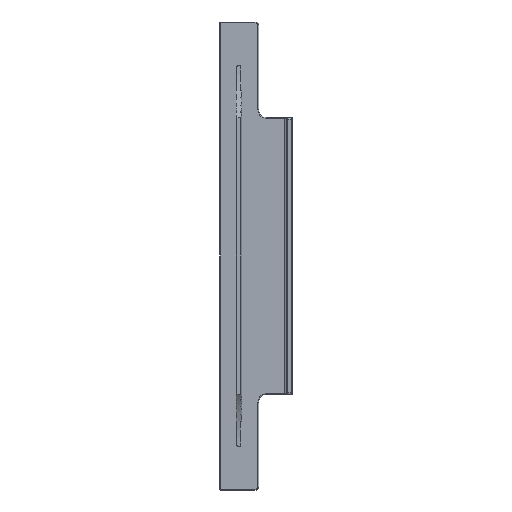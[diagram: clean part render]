
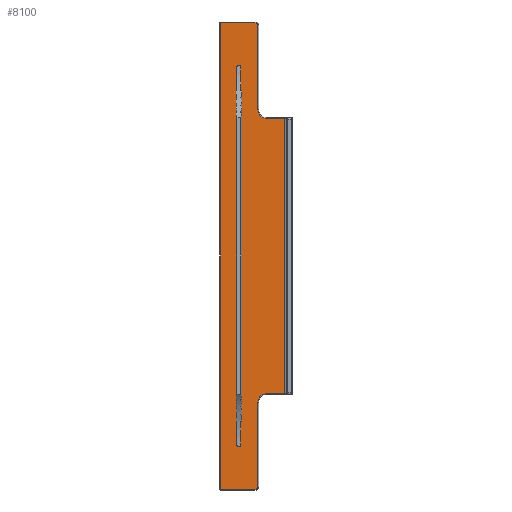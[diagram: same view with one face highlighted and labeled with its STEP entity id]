
A CAD part, front view. The second image highlights one B-rep face of the part: STEP entity #8100.
In plain terms, the highlighted planar face has unit normal (0, -1, 0).
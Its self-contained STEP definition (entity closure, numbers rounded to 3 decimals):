
#3270=CARTESIAN_POINT('',(19.,0.,-245.5));
#3280=VERTEX_POINT('',#3270);
#3310=CARTESIAN_POINT('',(19.,0.,-244.5));
#3320=DIRECTION('',(0.,-1.,0.));
#3330=DIRECTION('',(-1.,0.,0.));
#3340=AXIS2_PLACEMENT_3D('',#3310,#3320,#3330);
#3350=CIRCLE('',#3340,1.);
#3360=CARTESIAN_POINT('',(20.,0.,-244.5));
#3370=VERTEX_POINT('',#3360);
#3380=EDGE_CURVE('',#3280,#3370,#3350,.T.);
#4030=CARTESIAN_POINT('',(24.5,0.,-51.5));
#4040=VERTEX_POINT('',#4030);
#4070=CARTESIAN_POINT('',(24.5,0.,-47.));
#4080=DIRECTION('',(0.,-1.,0.));
#4090=DIRECTION('',(-1.,0.,0.));
#4100=AXIS2_PLACEMENT_3D('',#4070,#4080,#4090);
#4110=CIRCLE('',#4100,4.5);
#4120=CARTESIAN_POINT('',(20.,0.,-47.));
#4130=VERTEX_POINT('',#4120);
#4140=EDGE_CURVE('',#4130,#4040,#4110,.T.);
#4700=CARTESIAN_POINT('',(20.,0.,-2.5));
#4710=VERTEX_POINT('',#4700);
#4740=CARTESIAN_POINT('',(19.,0.,-2.5));
#4750=DIRECTION('',(0.,1.,0.));
#4760=DIRECTION('',(1.,0.,0.));
#4770=AXIS2_PLACEMENT_3D('',#4740,#4750,#4760);
#4780=CIRCLE('',#4770,1.);
#4790=CARTESIAN_POINT('',(19.,0.,-1.5));
#4800=VERTEX_POINT('',#4790);
#4810=EDGE_CURVE('',#4800,#4710,#4780,.T.);
#6350=CARTESIAN_POINT('',(34.,0.,0.));
#6360=DIRECTION('',(0.,1.,0.));
#6370=DIRECTION('',(1.,0.,0.));
#6380=AXIS2_PLACEMENT_3D('',#6350,#6360,#6370);
#6390=PLANE('',#6380);
#6400=CARTESIAN_POINT('',(9.1,0.,1.));
#6410=DIRECTION('',(0.,0.,-1.));
#6420=VECTOR('',#6410,1.);
#6430=LINE('',#6400,#6420);
#6440=CARTESIAN_POINT('',(9.1,0.,-222.454));
#6450=VERTEX_POINT('',#6440);
#6460=CARTESIAN_POINT('',(9.1,0.,-223.2));
#6470=VERTEX_POINT('',#6460);
#6480=EDGE_CURVE('',#6450,#6470,#6430,.T.);
#6490=ORIENTED_EDGE('',*,*,#6480,.F.);
#6500=CARTESIAN_POINT('',(0.,0.,-223.2));
#6510=DIRECTION('',(1.,0.,0.));
#6520=VECTOR('',#6510,1.);
#6530=LINE('',#6500,#6520);
#6540=CARTESIAN_POINT('',(10.9,0.,-223.2));
#6550=VERTEX_POINT('',#6540);
#6560=EDGE_CURVE('',#6470,#6550,#6530,.T.);
#6570=ORIENTED_EDGE('',*,*,#6560,.F.);
#6580=CARTESIAN_POINT('',(10.9,0.,1.));
#6590=DIRECTION('',(0.,0.,1.));
#6600=VECTOR('',#6590,1.);
#6610=LINE('',#6580,#6600);
#6620=CARTESIAN_POINT('',(10.9,0.,-222.454));
#6630=VERTEX_POINT('',#6620);
#6640=EDGE_CURVE('',#6550,#6630,#6610,.T.);
#6650=ORIENTED_EDGE('',*,*,#6640,.F.);
#6660=CARTESIAN_POINT('',(0.,0.,-222.454));
#6670=DIRECTION('',(1.,0.,0.));
#6680=VECTOR('',#6670,1.);
#6690=LINE('',#6660,#6680);
#6700=CARTESIAN_POINT('',(11.,0.,
-222.454));
#6710=VERTEX_POINT('',#6700);
#6720=EDGE_CURVE('',#6630,#6710,#6690,.T.);
#6730=ORIENTED_EDGE('',*,*,#6720,.F.);
#6740=CARTESIAN_POINT('',(11.,0.,0.));
#6750=DIRECTION('',(0.,0.,-1.));
#6760=VECTOR('',#6750,1.);
#6770=LINE('',#6740,#6760);
#6780=CARTESIAN_POINT('',(11.,0.,
-24.546));
#6790=VERTEX_POINT('',#6780);
#6800=EDGE_CURVE('',#6790,#6710,#6770,.T.);
#6810=ORIENTED_EDGE('',*,*,#6800,.T.);
#6820=CARTESIAN_POINT('',(0.,0.,-24.546));
#6830=DIRECTION('',(-1.,0.,0.));
#6840=VECTOR('',#6830,1.);
#6850=LINE('',#6820,#6840);
#6860=CARTESIAN_POINT('',(10.9,0.,-24.546))
;
#6870=VERTEX_POINT('',#6860);
#6880=EDGE_CURVE('',#6790,#6870,#6850,.T.);
#6890=ORIENTED_EDGE('',*,*,#6880,.F.);
#6900=CARTESIAN_POINT('',(10.9,0.,-1.));
#6910=DIRECTION('',(0.,0.,1.));
#6920=VECTOR('',#6910,1.);
#6930=LINE('',#6900,#6920);
#6940=CARTESIAN_POINT('',(10.9,0.,-23.8));
#6950=VERTEX_POINT('',#6940);
#6960=EDGE_CURVE('',#6870,#6950,#6930,.T.);
#6970=ORIENTED_EDGE('',*,*,#6960,.F.);
#6980=CARTESIAN_POINT('',(0.,0.,-23.8));
#6990=DIRECTION('',(1.,0.,0.));
#7000=VECTOR('',#6990,1.);
#7010=LINE('',#6980,#7000);
#7020=CARTESIAN_POINT('',(9.1,0.,-23.8));
#7030=VERTEX_POINT('',#7020);
#7040=EDGE_CURVE('',#7030,#6950,#7010,.T.);
#7050=ORIENTED_EDGE('',*,*,#7040,.T.);
#7060=CARTESIAN_POINT('',(9.1,0.,-1.));
#7070=DIRECTION('',(0.,0.,-1.));
#7080=VECTOR('',#7070,1.);
#7090=LINE('',#7060,#7080);
#7100=CARTESIAN_POINT('',(9.1,0.,-24.546));
#7110=VERTEX_POINT('',#7100);
#7120=EDGE_CURVE('',#7030,#7110,#7090,.T.);
#7130=ORIENTED_EDGE('',*,*,#7120,.F.);
#7140=CARTESIAN_POINT('',(0.,0.,-24.546));
#7150=DIRECTION('',(-1.,0.,0.));
#7160=VECTOR('',#7150,1.);
#7170=LINE('',#7140,#7160);
#7180=CARTESIAN_POINT('',(9.,0.,
-24.546));
#7190=VERTEX_POINT('',#7180);
#7200=EDGE_CURVE('',#7110,#7190,#7170,.T.);
#7210=ORIENTED_EDGE('',*,*,#7200,.F.);
#7220=CARTESIAN_POINT('',(9.,0.,0.));
#7230=DIRECTION('',(0.,0.,1.));
#7240=VECTOR('',#7230,1.);
#7250=LINE('',#7220,#7240);
#7260=CARTESIAN_POINT('',(9.,0.,
-222.454));
#7270=VERTEX_POINT('',#7260);
#7280=EDGE_CURVE('',#7270,#7190,#7250,.T.);
#7290=ORIENTED_EDGE('',*,*,#7280,.T.);
#7300=CARTESIAN_POINT('',(0.,0.,-222.454));
#7310=DIRECTION('',(1.,0.,0.));
#7320=VECTOR('',#7310,1.);
#7330=LINE('',#7300,#7320);
#7340=EDGE_CURVE('',#7270,#6450,#7330,.T.);
#7350=ORIENTED_EDGE('',*,*,#7340,.F.);
#7360=EDGE_LOOP('',(#7350,#7290,#7210,#7130,#7050,#6970,#6890,#6810,
#6730,#6650,#6570,#6490));
#7370=FACE_BOUND('',#7360,.T.);
#7380=CARTESIAN_POINT('',(34.,0.,0.));
#7390=DIRECTION('',(0.,0.,-1.));
#7400=VECTOR('',#7390,1.);
#7410=LINE('',#7380,#7400);
#7420=CARTESIAN_POINT('',(34.,0.,-51.5));
#7430=VERTEX_POINT('',#7420);
#7440=CARTESIAN_POINT('',(34.,0.,-195.5));
#7450=VERTEX_POINT('',#7440);
#7460=EDGE_CURVE('',#7430,#7450,#7410,.T.);
#7470=ORIENTED_EDGE('',*,*,#7460,.F.);
#7480=CARTESIAN_POINT('',(0.,0.,
-195.5));
#7490=DIRECTION('',(1.,0.,0.));
#7500=VECTOR('',#7490,1.);
#7510=LINE('',#7480,#7500);
#7520=CARTESIAN_POINT('',(24.5,0.,-195.5));
#7530=VERTEX_POINT('',#7520);
#7540=EDGE_CURVE('',#7530,#7450,#7510,.T.);
#7550=ORIENTED_EDGE('',*,*,#7540,.T.);
#7560=CARTESIAN_POINT('',(24.5,0.,-200.));
#7570=DIRECTION('',(0.,-1.,0.));
#7580=DIRECTION('',(-1.,0.,0.));
#7590=AXIS2_PLACEMENT_3D('',#7560,#7570,#7580);
#7600=CIRCLE('',#7590,4.5);
#7610=CARTESIAN_POINT('',(20.,0.,-200.));
#7620=VERTEX_POINT('',#7610);
#7630=EDGE_CURVE('',#7530,#7620,#7600,.T.);
#7640=ORIENTED_EDGE('',*,*,#7630,.F.);
#7650=CARTESIAN_POINT('',(20.,0.,0.));
#7660=DIRECTION('',(0.,0.,1.));
#7670=VECTOR('',#7660,1.);
#7680=LINE('',#7650,#7670);
#7690=EDGE_CURVE('',#3370,#7620,#7680,.T.);
#7700=ORIENTED_EDGE('',*,*,#7690,.T.);
#7710=ORIENTED_EDGE('',*,*,#3380,.T.);
#7720=CARTESIAN_POINT('',(0.,0.,
-245.5));
#7730=DIRECTION('',(1.,0.,0.));
#7740=VECTOR('',#7730,1.);
#7750=LINE('',#7720,#7740);
#7760=CARTESIAN_POINT('',(0.5,0.,-245.5));
#7770=VERTEX_POINT('',#7760);
#7780=EDGE_CURVE('',#7770,#3280,#7750,.T.);
#7790=ORIENTED_EDGE('',*,*,#7780,.T.);
#7800=CARTESIAN_POINT('',(0.5,0.,0.));
#7810=DIRECTION('',(0.,0.,1.));
#7820=VECTOR('',#7810,1.);
#7830=LINE('',#7800,#7820);
#7840=CARTESIAN_POINT('',(0.5,0.,-1.5));
#7850=VERTEX_POINT('',#7840);
#7860=EDGE_CURVE('',#7770,#7850,#7830,.T.);
#7870=ORIENTED_EDGE('',*,*,#7860,.F.);
#7880=CARTESIAN_POINT('',(0.,0.,
-1.5));
#7890=DIRECTION('',(1.,0.,0.));
#7900=VECTOR('',#7890,1.);
#7910=LINE('',#7880,#7900);
#7920=EDGE_CURVE('',#7850,#4800,#7910,.T.);
#7930=ORIENTED_EDGE('',*,*,#7920,.F.);
#7940=ORIENTED_EDGE('',*,*,#4810,.F.);
#7950=CARTESIAN_POINT('',(20.,0.,0.));
#7960=DIRECTION('',(0.,0.,1.));
#7970=VECTOR('',#7960,1.);
#7980=LINE('',#7950,#7970);
#7990=EDGE_CURVE('',#4130,#4710,#7980,.T.);
#8000=ORIENTED_EDGE('',*,*,#7990,.T.);
#8010=ORIENTED_EDGE('',*,*,#4140,.F.);
#8020=CARTESIAN_POINT('',(0.,0.,
-51.5));
#8030=DIRECTION('',(-1.,0.,0.));
#8040=VECTOR('',#8030,1.);
#8050=LINE('',#8020,#8040);
#8060=EDGE_CURVE('',#7430,#4040,#8050,.T.);
#8070=ORIENTED_EDGE('',*,*,#8060,.T.);
#8080=EDGE_LOOP('',(#8070,#8010,#8000,#7940,#7930,#7870,#7790,#7710,
#7700,#7640,#7550,#7470));
#8090=FACE_OUTER_BOUND('',#8080,.T.);
#8100=ADVANCED_FACE('',(#7370,#8090),#6390,.F.);
